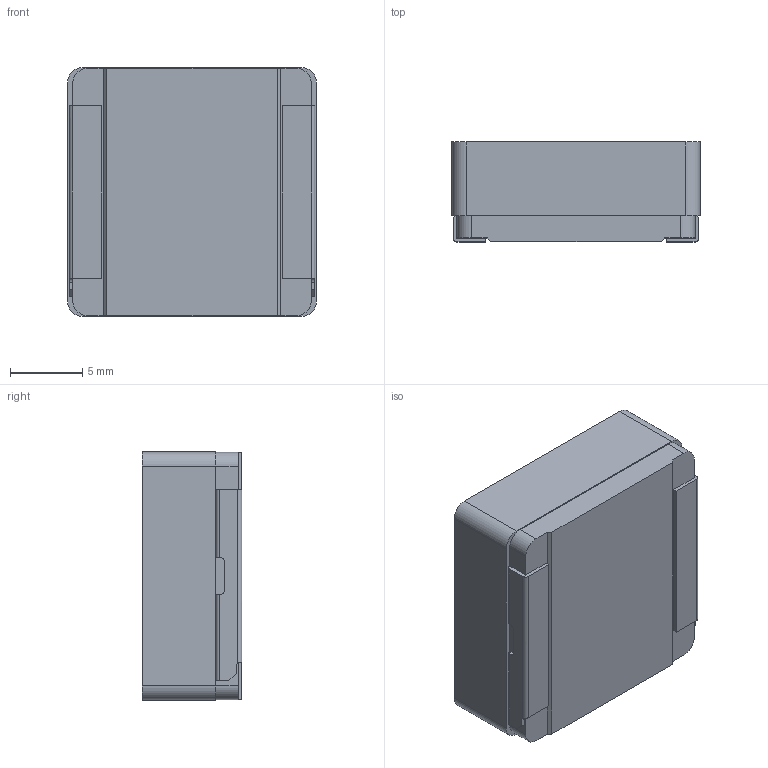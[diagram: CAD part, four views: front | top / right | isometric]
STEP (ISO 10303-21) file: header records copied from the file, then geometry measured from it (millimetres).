
FILE_DESCRIPTION(('STEP AP203'),'1');
FILE_NAME('70396711.stp','2021-02-17T08:35:12',('TraceParts'),('TraceParts S.A.'),'Spatial InterOp 3D',' ',' ');
FILE_SCHEMA(('CONFIG_CONTROL_DESIGN'));
Length unit declared in the file: millimetre
Products named in the file (1): 1
Bounding box: 17.18 x 6.88 x 17.18 mm (x, y, z)
Volume: 1997.8 mm3; surface area: 1062.8 mm2
Topology: 1 solids, 1 shells, 59 faces, 166 edges, 110 vertices
Faces by surface type: plane 37, cylinder 20, bspline 2
Entity records: 1974 total; most frequent: CARTESIAN_POINT 388, ORIENTED_EDGE 332, DIRECTION 312, EDGE_CURVE 166, LINE 116, VECTOR 116, VERTEX_POINT 110, AXIS2_PLACEMENT_3D 98
